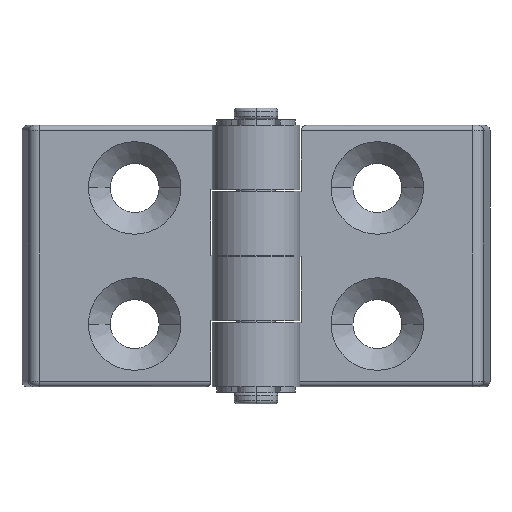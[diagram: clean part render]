
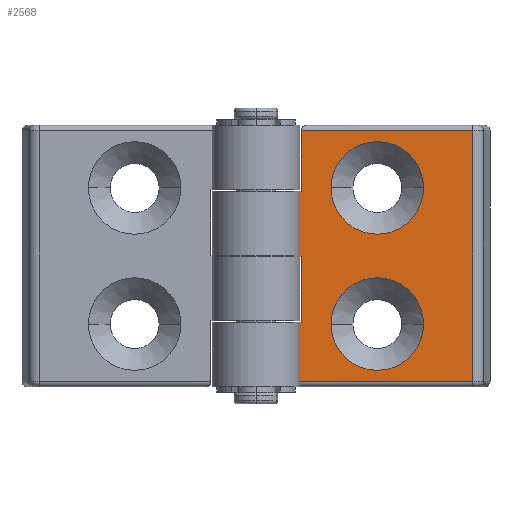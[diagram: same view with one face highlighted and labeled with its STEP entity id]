
A CAD part, top view. The second image highlights one B-rep face of the part: STEP entity #2568.
In plain terms, the highlighted planar face has unit normal (0, 0, 1).
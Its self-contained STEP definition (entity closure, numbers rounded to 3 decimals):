
#76 = EDGE_CURVE ( 'NONE', #452, #5019, #3128, .T. ) ;
#82 = DIRECTION ( 'NONE',  ( 0., -1., 0. ) ) ;
#92 = ORIENTED_EDGE ( 'NONE', *, *, #5590, .T. ) ;
#123 = EDGE_CURVE ( 'NONE', #5648, #2397, #4668, .T. ) ;
#204 = VECTOR ( 'NONE', #1297, 1000. ) ;
#213 = CARTESIAN_POINT ( 'NONE',  ( -14.3, -23., 4. ) ) ;
#220 = DIRECTION ( 'NONE',  ( 1., 0., 0. ) ) ;
#317 = EDGE_CURVE ( 'NONE', #4676, #4515, #3296, .T. ) ;
#434 = CIRCLE ( 'NONE', #1679, 8.5 ) ;
#451 = ORIENTED_EDGE ( 'NONE', *, *, #2006, .T. ) ;
#452 = VERTEX_POINT ( 'NONE', #809 ) ;
#480 = EDGE_CURVE ( 'NONE', #2397, #3062, #4979, .T. ) ;
#673 = DIRECTION ( 'NONE',  ( 1., 0., 0. ) ) ;
#695 = LINE ( 'NONE', #5594, #3427 ) ;
#809 = CARTESIAN_POINT ( 'NONE',  ( 8.5, 12.5, 4. ) ) ;
#818 = DIRECTION ( 'NONE',  ( 1., 0., 0. ) ) ;
#930 = CARTESIAN_POINT ( 'NONE',  ( -14.3, 24., 4. ) ) ;
#982 = AXIS2_PLACEMENT_3D ( 'NONE', #3458, #4468, #5799 ) ;
#1181 = AXIS2_PLACEMENT_3D ( 'NONE', #4483, #1719, #818 ) ;
#1186 = LINE ( 'NONE', #5741, #3710 ) ;
#1297 = DIRECTION ( 'NONE',  ( 0., 1., 0. ) ) ;
#1333 = CARTESIAN_POINT ( 'NONE',  ( 17.54, 23., 4. ) ) ;
#1456 = CARTESIAN_POINT ( 'NONE',  ( -14., 23., 4. ) ) ;
#1591 = CARTESIAN_POINT ( 'NONE',  ( -14.3, 11.9, 4. ) ) ;
#1639 = CARTESIAN_POINT ( 'NONE',  ( -8.5, -12.5, 4. ) ) ;
#1679 = AXIS2_PLACEMENT_3D ( 'NONE', #3832, #1983, #2843 ) ;
#1719 = DIRECTION ( 'NONE',  ( 0., 0., 1. ) ) ;
#1730 = ORIENTED_EDGE ( 'NONE', *, *, #123, .T. ) ;
#1735 = EDGE_CURVE ( 'NONE', #4676, #5603, #4365, .T. ) ;
#1767 = ORIENTED_EDGE ( 'NONE', *, *, #1735, .T. ) ;
#1821 = ORIENTED_EDGE ( 'NONE', *, *, #3031, .T. ) ;
#1983 = DIRECTION ( 'NONE',  ( 0., 0., 1. ) ) ;
#2006 = EDGE_CURVE ( 'NONE', #5603, #2346, #1186, .T. ) ;
#2050 = LINE ( 'NONE', #2731, #4454 ) ;
#2051 = DIRECTION ( 'NONE',  ( 0., 0., -1. ) ) ;
#2170 = ORIENTED_EDGE ( 'NONE', *, *, #5478, .T. ) ;
#2233 = CARTESIAN_POINT ( 'NONE',  ( -8.5, 12.5, 4. ) ) ;
#2346 = VERTEX_POINT ( 'NONE', #3484 ) ;
#2353 = DIRECTION ( 'NONE',  ( 0., -1., 0. ) ) ;
#2359 = VECTOR ( 'NONE', #4435, 1000. ) ;
#2397 = VERTEX_POINT ( 'NONE', #2587 ) ;
#2468 = CIRCLE ( 'NONE', #2847, 8.5 ) ;
#2568 = ADVANCED_FACE ( 'NONE', ( #2882, #4401, #4029 ), #3547, .T. ) ;
#2587 = CARTESIAN_POINT ( 'NONE',  ( 17.54, -23., 4. ) ) ;
#2645 = CARTESIAN_POINT ( 'NONE',  ( 19.2, -23., 4. ) ) ;
#2711 = VECTOR ( 'NONE', #3833, 1000. ) ;
#2716 = EDGE_CURVE ( 'NONE', #5019, #452, #434, .T. ) ;
#2731 = CARTESIAN_POINT ( 'NONE',  ( -14.3, 24., 4. ) ) ;
#2843 = DIRECTION ( 'NONE',  ( 1., 0., 0. ) ) ;
#2847 = AXIS2_PLACEMENT_3D ( 'NONE', #5761, #2051, #673 ) ;
#2882 = FACE_BOUND ( 'NONE', #5939, .T. ) ;
#2899 = VERTEX_POINT ( 'NONE', #5306 ) ;
#2967 = CARTESIAN_POINT ( 'NONE',  ( -14.3, -0.1, 4. ) ) ;
#3031 = EDGE_CURVE ( 'NONE', #3062, #3189, #6001, .T. ) ;
#3035 = CARTESIAN_POINT ( 'NONE',  ( 8.5, -12.5, 4. ) ) ;
#3062 = VERTEX_POINT ( 'NONE', #1333 ) ;
#3111 = VERTEX_POINT ( 'NONE', #4047 ) ;
#3128 = CIRCLE ( 'NONE', #982, 8.5 ) ;
#3189 = VERTEX_POINT ( 'NONE', #1456 ) ;
#3215 = EDGE_CURVE ( 'NONE', #3111, #2899, #5645, .T. ) ;
#3296 = LINE ( 'NONE', #4354, #3438 ) ;
#3354 = EDGE_LOOP ( 'NONE', ( #1730, #5234, #1821, #92, #3510, #1767, #451, #5376, #3657, #2170 ) ) ;
#3385 = ORIENTED_EDGE ( 'NONE', *, *, #3446, .T. ) ;
#3427 = VECTOR ( 'NONE', #2353, 1000. ) ;
#3438 = VECTOR ( 'NONE', #3455, 1000. ) ;
#3446 = EDGE_CURVE ( 'NONE', #4908, #3943, #5613, .T. ) ;
#3455 = DIRECTION ( 'NONE',  ( 1., 0., 0. ) ) ;
#3458 = CARTESIAN_POINT ( 'NONE',  ( 0., 12.5, 4. ) ) ;
#3484 = CARTESIAN_POINT ( 'NONE',  ( -14., -0.1, 4. ) ) ;
#3510 = ORIENTED_EDGE ( 'NONE', *, *, #317, .F. ) ;
#3545 = ORIENTED_EDGE ( 'NONE', *, *, #3549, .T. ) ;
#3547 = PLANE ( 'NONE',  #1181 ) ;
#3549 = EDGE_CURVE ( 'NONE', #3943, #4908, #2468, .T. ) ;
#3657 = ORIENTED_EDGE ( 'NONE', *, *, #3215, .F. ) ;
#3710 = VECTOR ( 'NONE', #4822, 1000. ) ;
#3766 = CARTESIAN_POINT ( 'NONE',  ( 0., -12.2, 4. ) ) ;
#3832 = CARTESIAN_POINT ( 'NONE',  ( 0., 12.5, 4. ) ) ;
#3833 = DIRECTION ( 'NONE',  ( 0., -1., 0. ) ) ;
#3943 = VERTEX_POINT ( 'NONE', #1639 ) ;
#4029 = FACE_OUTER_BOUND ( 'NONE', #3354, .T. ) ;
#4047 = CARTESIAN_POINT ( 'NONE',  ( -14.3, -12.2, 4. ) ) ;
#4094 = VECTOR ( 'NONE', #4670, 1000. ) ;
#4152 = LINE ( 'NONE', #4839, #2711 ) ;
#4243 = AXIS2_PLACEMENT_3D ( 'NONE', #5301, #4399, #220 ) ;
#4354 = CARTESIAN_POINT ( 'NONE',  ( 0., 11.9, 4. ) ) ;
#4365 = LINE ( 'NONE', #930, #5903 ) ;
#4399 = DIRECTION ( 'NONE',  ( 0., 0., -1. ) ) ;
#4401 = FACE_BOUND ( 'NONE', #5274, .T. ) ;
#4417 = CARTESIAN_POINT ( 'NONE',  ( -14., 23., 4. ) ) ;
#4435 = DIRECTION ( 'NONE',  ( -1., 0., 0. ) ) ;
#4454 = VECTOR ( 'NONE', #82, 1000. ) ;
#4468 = DIRECTION ( 'NONE',  ( 0., 0., 1. ) ) ;
#4483 = CARTESIAN_POINT ( 'NONE',  ( 0., 0., 4. ) ) ;
#4515 = VERTEX_POINT ( 'NONE', #5749 ) ;
#4668 = LINE ( 'NONE', #2645, #4884 ) ;
#4670 = DIRECTION ( 'NONE',  ( 1., 0., 0. ) ) ;
#4676 = VERTEX_POINT ( 'NONE', #1591 ) ;
#4780 = ORIENTED_EDGE ( 'NONE', *, *, #2716, .F. ) ;
#4822 = DIRECTION ( 'NONE',  ( 1., 0., 0. ) ) ;
#4839 = CARTESIAN_POINT ( 'NONE',  ( -14., 0., 4. ) ) ;
#4884 = VECTOR ( 'NONE', #5454, 1000. ) ;
#4908 = VERTEX_POINT ( 'NONE', #3035 ) ;
#4920 = CARTESIAN_POINT ( 'NONE',  ( 17.54, 0., 4. ) ) ;
#4979 = LINE ( 'NONE', #4920, #204 ) ;
#5019 = VERTEX_POINT ( 'NONE', #2233 ) ;
#5234 = ORIENTED_EDGE ( 'NONE', *, *, #480, .T. ) ;
#5274 = EDGE_LOOP ( 'NONE', ( #5617, #4780 ) ) ;
#5301 = CARTESIAN_POINT ( 'NONE',  ( 0., -12.5, 4. ) ) ;
#5306 = CARTESIAN_POINT ( 'NONE',  ( -14., -12.2, 4. ) ) ;
#5376 = ORIENTED_EDGE ( 'NONE', *, *, #5665, .T. ) ;
#5454 = DIRECTION ( 'NONE',  ( 1., 0., 0. ) ) ;
#5478 = EDGE_CURVE ( 'NONE', #3111, #5648, #2050, .T. ) ;
#5493 = DIRECTION ( 'NONE',  ( 0., -1., 0. ) ) ;
#5590 = EDGE_CURVE ( 'NONE', #3189, #4515, #695, .T. ) ;
#5594 = CARTESIAN_POINT ( 'NONE',  ( -14., 0., 4. ) ) ;
#5603 = VERTEX_POINT ( 'NONE', #2967 ) ;
#5613 = CIRCLE ( 'NONE', #4243, 8.5 ) ;
#5617 = ORIENTED_EDGE ( 'NONE', *, *, #76, .F. ) ;
#5645 = LINE ( 'NONE', #3766, #4094 ) ;
#5648 = VERTEX_POINT ( 'NONE', #213 ) ;
#5665 = EDGE_CURVE ( 'NONE', #2346, #2899, #4152, .T. ) ;
#5741 = CARTESIAN_POINT ( 'NONE',  ( 0., -0.1, 4. ) ) ;
#5749 = CARTESIAN_POINT ( 'NONE',  ( -14., 11.9, 4. ) ) ;
#5761 = CARTESIAN_POINT ( 'NONE',  ( 0., -12.5, 4. ) ) ;
#5799 = DIRECTION ( 'NONE',  ( 1., 0., 0. ) ) ;
#5903 = VECTOR ( 'NONE', #5493, 1000. ) ;
#5939 = EDGE_LOOP ( 'NONE', ( #3385, #3545 ) ) ;
#6001 = LINE ( 'NONE', #4417, #2359 ) ;
